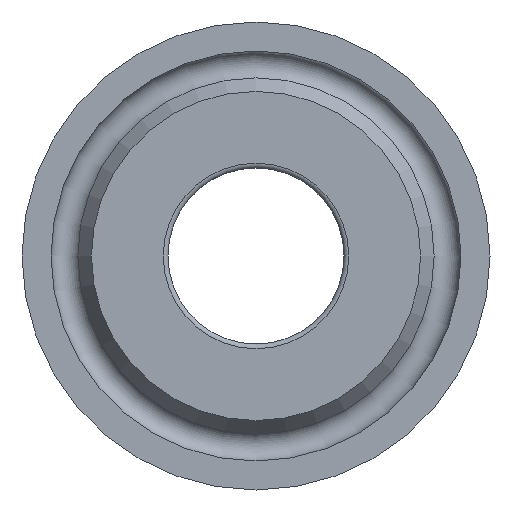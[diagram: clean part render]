
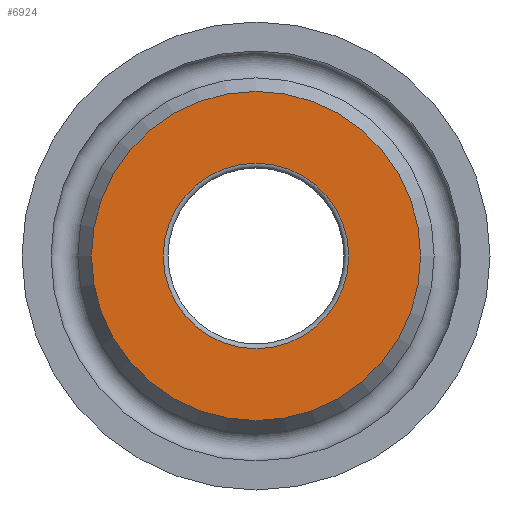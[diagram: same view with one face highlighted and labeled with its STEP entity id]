
A CAD part, left-side view. The second image highlights one B-rep face of the part: STEP entity #6924.
In plain terms, the highlighted planar face has unit normal (-1, 0, 0).
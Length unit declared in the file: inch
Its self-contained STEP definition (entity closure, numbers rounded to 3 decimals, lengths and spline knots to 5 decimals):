
#89=FACE_BOUND('',#1202,.T.);
#258=PLANE('',#7364);
#785=FACE_OUTER_BOUND('',#1201,.T.);
#1201=EDGE_LOOP('',(#6386,#6387));
#1202=EDGE_LOOP('',(#6388,#6389));
#1389=CIRCLE('',#7354,0.195);
#1394=CIRCLE('',#7359,0.195);
#1398=CIRCLE('',#7365,0.34605);
#1399=CIRCLE('',#7366,0.34605);
#3355=VERTEX_POINT('',#15343);
#3356=VERTEX_POINT('',#15344);
#3363=VERTEX_POINT('',#15363);
#3364=VERTEX_POINT('',#15364);
#4374=EDGE_CURVE('',#3355,#3356,#1389,.T.);
#4379=EDGE_CURVE('',#3356,#3355,#1394,.T.);
#4384=EDGE_CURVE('',#3363,#3364,#1398,.T.);
#4385=EDGE_CURVE('',#3364,#3363,#1399,.T.);
#6386=ORIENTED_EDGE('',*,*,#4384,.F.);
#6387=ORIENTED_EDGE('',*,*,#4385,.F.);
#6388=ORIENTED_EDGE('',*,*,#4374,.F.);
#6389=ORIENTED_EDGE('',*,*,#4379,.F.);
#6924=ADVANCED_FACE('',(#785,#89),#258,.T.);
#7354=AXIS2_PLACEMENT_3D('',#15345,#8671,#8672);
#7359=AXIS2_PLACEMENT_3D('',#15353,#8681,#8682);
#7364=AXIS2_PLACEMENT_3D('',#15362,#8692,#8693);
#7365=AXIS2_PLACEMENT_3D('',#15365,#8694,#8695);
#7366=AXIS2_PLACEMENT_3D('',#15366,#8696,#8697);
#8671=DIRECTION('center_axis',(-1.,0.,0.));
#8672=DIRECTION('ref_axis',(0.,-1.,0.));
#8681=DIRECTION('center_axis',(-1.,0.,0.));
#8682=DIRECTION('ref_axis',(0.,-1.,0.));
#8692=DIRECTION('center_axis',(-1.,0.,0.));
#8693=DIRECTION('ref_axis',(0.,0.,1.));
#8694=DIRECTION('center_axis',(1.,0.,0.));
#8695=DIRECTION('ref_axis',(0.,1.,0.));
#8696=DIRECTION('center_axis',(1.,0.,0.));
#8697=DIRECTION('ref_axis',(0.,1.,0.));
#15343=CARTESIAN_POINT('',(0.031,0.195,0.));
#15344=CARTESIAN_POINT('',(0.031,0.,0.195));
#15345=CARTESIAN_POINT('Origin',(0.031,0.,0.));
#15353=CARTESIAN_POINT('Origin',(0.031,0.,0.));
#15362=CARTESIAN_POINT('Origin',(0.031,0.26553,0.));
#15363=CARTESIAN_POINT('',(0.031,0.34605,0.));
#15364=CARTESIAN_POINT('',(0.031,-0.34605,0.));
#15365=CARTESIAN_POINT('Origin',(0.031,0.,0.));
#15366=CARTESIAN_POINT('Origin',(0.031,0.,0.));
